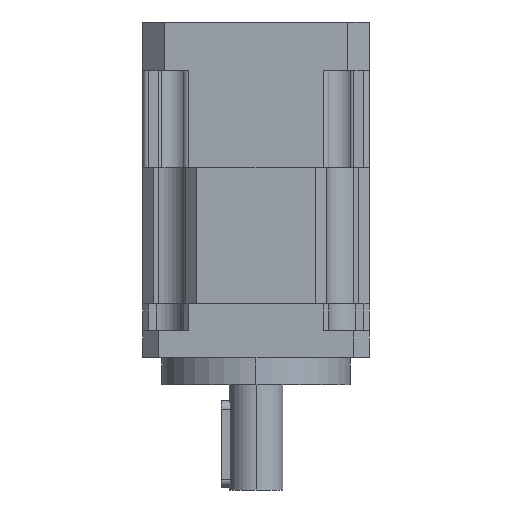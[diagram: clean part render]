
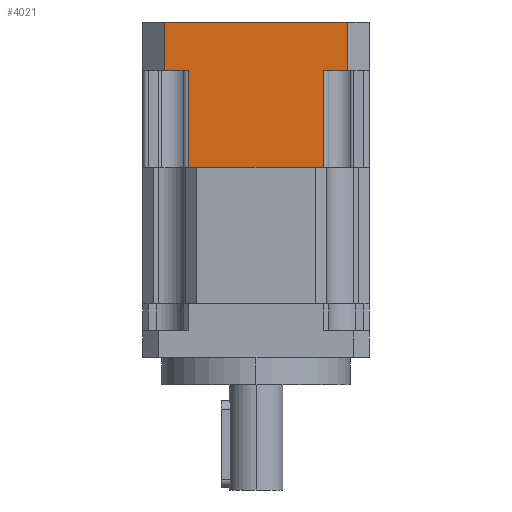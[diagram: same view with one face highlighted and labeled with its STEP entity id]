
A CAD part, left-side view. The second image highlights one B-rep face of the part: STEP entity #4021.
In plain terms, the highlighted face is planar.
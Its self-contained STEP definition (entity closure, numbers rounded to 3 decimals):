
#70 = EDGE_CURVE ( 'NONE', #1258, #4006, #6641, .T. ) ;
#190 = EDGE_CURVE ( 'NONE', #2400, #1258, #1383, .T. ) ;
#291 = VECTOR ( 'NONE', #3907, 1000. ) ;
#371 = LINE ( 'NONE', #5133, #291 ) ;
#386 = ORIENTED_EDGE ( 'NONE', *, *, #3567, .T. ) ;
#559 = ORIENTED_EDGE ( 'NONE', *, *, #70, .T. ) ;
#593 = CARTESIAN_POINT ( 'NONE',  ( -17., -21., 9. ) ) ;
#600 = ORIENTED_EDGE ( 'NONE', *, *, #5410, .F. ) ;
#652 = VECTOR ( 'NONE', #2395, 1000. ) ;
#729 = VERTEX_POINT ( 'NONE', #593 ) ;
#734 = DIRECTION ( 'NONE',  ( 0., 0., 1. ) ) ;
#743 = CARTESIAN_POINT ( 'NONE',  ( 12.5, -21., 9. ) ) ;
#758 = VECTOR ( 'NONE', #7257, 1000. ) ;
#786 = CARTESIAN_POINT ( 'NONE',  ( -12.5, -21., 9. ) ) ;
#887 = CARTESIAN_POINT ( 'NONE',  ( 17., -21., 9. ) ) ;
#981 = VERTEX_POINT ( 'NONE', #3117 ) ;
#1258 = VERTEX_POINT ( 'NONE', #6430 ) ;
#1280 = CARTESIAN_POINT ( 'NONE',  ( -12.5, -21., 27. ) ) ;
#1320 = ORIENTED_EDGE ( 'NONE', *, *, #190, .T. ) ;
#1383 = LINE ( 'NONE', #5505, #5672 ) ;
#1626 = VECTOR ( 'NONE', #734, 1000. ) ;
#1937 = LINE ( 'NONE', #786, #5587 ) ;
#2309 = EDGE_LOOP ( 'NONE', ( #600, #6657, #2705, #6583, #3839, #386, #1320, #559 ) ) ;
#2366 = VECTOR ( 'NONE', #5285, 1000. ) ;
#2395 = DIRECTION ( 'NONE',  ( 1., 0., 0. ) ) ;
#2400 = VERTEX_POINT ( 'NONE', #6338 ) ;
#2556 = DIRECTION ( 'NONE',  ( 1., 0., 0. ) ) ;
#2646 = VERTEX_POINT ( 'NONE', #1280 ) ;
#2705 = ORIENTED_EDGE ( 'NONE', *, *, #4669, .F. ) ;
#2957 = LINE ( 'NONE', #5752, #2366 ) ;
#3117 = CARTESIAN_POINT ( 'NONE',  ( -12.5, -21., 9. ) ) ;
#3133 = FACE_OUTER_BOUND ( 'NONE', #2309, .T. ) ;
#3378 = CARTESIAN_POINT ( 'NONE',  ( 12.5, -21., 27. ) ) ;
#3567 = EDGE_CURVE ( 'NONE', #729, #2400, #371, .T. ) ;
#3715 = DIRECTION ( 'NONE',  ( 1., 0., 0. ) ) ;
#3722 = CARTESIAN_POINT ( 'NONE',  ( 12.5, -21., 27. ) ) ;
#3739 = CARTESIAN_POINT ( 'NONE',  ( -21., -21., 9. ) ) ;
#3751 = EDGE_CURVE ( 'NONE', #729, #981, #2957, .T. ) ;
#3776 = CARTESIAN_POINT ( 'NONE',  ( 17., -21., 9. ) ) ;
#3839 = ORIENTED_EDGE ( 'NONE', *, *, #3751, .F. ) ;
#3907 = DIRECTION ( 'NONE',  ( 0., 0., -1. ) ) ;
#4006 = VERTEX_POINT ( 'NONE', #3776 ) ;
#4021 = ADVANCED_FACE ( 'NONE', ( #3133 ), #6627, .F. ) ;
#4383 = DIRECTION ( 'NONE',  ( 0., 1., 0. ) ) ;
#4398 = EDGE_CURVE ( 'NONE', #2646, #981, #1937, .T. ) ;
#4407 = VERTEX_POINT ( 'NONE', #743 ) ;
#4669 = EDGE_CURVE ( 'NONE', #2646, #4994, #6926, .T. ) ;
#4864 = EDGE_CURVE ( 'NONE', #4407, #4994, #6602, .T. ) ;
#4994 = VERTEX_POINT ( 'NONE', #3378 ) ;
#5133 = CARTESIAN_POINT ( 'NONE',  ( -17., -21., 9. ) ) ;
#5285 = DIRECTION ( 'NONE',  ( 1., 0., 0. ) ) ;
#5410 = EDGE_CURVE ( 'NONE', #4407, #4006, #7163, .T. ) ;
#5419 = CARTESIAN_POINT ( 'NONE',  ( -21., -21., 9. ) ) ;
#5457 = DIRECTION ( 'NONE',  ( 0., 0., 1. ) ) ;
#5485 = DIRECTION ( 'NONE',  ( 0., 0., -1. ) ) ;
#5505 = CARTESIAN_POINT ( 'NONE',  ( -21., -21., 0. ) ) ;
#5587 = VECTOR ( 'NONE', #5485, 1000. ) ;
#5672 = VECTOR ( 'NONE', #3715, 1000. ) ;
#5752 = CARTESIAN_POINT ( 'NONE',  ( -21., -21., 9. ) ) ;
#5870 = CARTESIAN_POINT ( 'NONE',  ( -21., -21., 27. ) ) ;
#6338 = CARTESIAN_POINT ( 'NONE',  ( -17., -21., 0. ) ) ;
#6430 = CARTESIAN_POINT ( 'NONE',  ( 17., -21., 0. ) ) ;
#6583 = ORIENTED_EDGE ( 'NONE', *, *, #4398, .T. ) ;
#6602 = LINE ( 'NONE', #3722, #1626 ) ;
#6627 = PLANE ( 'NONE',  #7014 ) ;
#6641 = LINE ( 'NONE', #887, #758 ) ;
#6657 = ORIENTED_EDGE ( 'NONE', *, *, #4864, .T. ) ;
#6748 = VECTOR ( 'NONE', #2556, 1000. ) ;
#6926 = LINE ( 'NONE', #5870, #652 ) ;
#7014 = AXIS2_PLACEMENT_3D ( 'NONE', #3739, #4383, #5457 ) ;
#7163 = LINE ( 'NONE', #5419, #6748 ) ;
#7257 = DIRECTION ( 'NONE',  ( 0., 0., 1. ) ) ;
